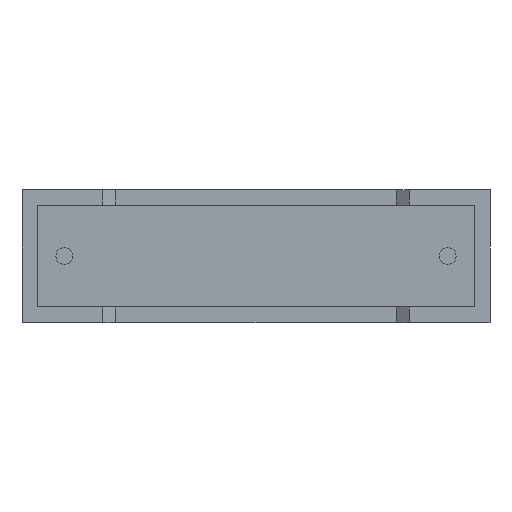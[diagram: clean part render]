
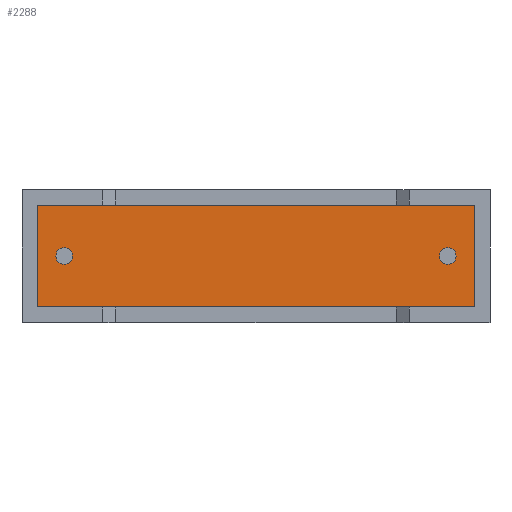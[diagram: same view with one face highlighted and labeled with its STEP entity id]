
A CAD part, front view. The second image highlights one B-rep face of the part: STEP entity #2288.
In plain terms, the highlighted planar face has unit normal (0, -1, 0).
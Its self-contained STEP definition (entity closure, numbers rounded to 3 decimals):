
#13 = CARTESIAN_POINT ( 'NONE',  ( 1.65, 0.75, 2.925 ) ) ;
#14 = CARTESIAN_POINT ( 'NONE',  ( 0., 0.75, 0. ) ) ;
#46 = EDGE_CURVE ( 'NONE', #1634, #1541, #1676, .T. ) ;
#278 = DIRECTION ( 'NONE',  ( 0., 0., -1. ) ) ;
#346 = EDGE_CURVE ( 'NONE', #983, #470, #1863, .T. ) ;
#430 = VECTOR ( 'NONE', #876, 1000. ) ;
#470 = VERTEX_POINT ( 'NONE', #471 ) ;
#471 = CARTESIAN_POINT ( 'NONE',  ( 1.65, 0.75, 2.275 ) ) ;
#544 = EDGE_CURVE ( 'NONE', #470, #983, #935, .T. ) ;
#567 = ORIENTED_EDGE ( 'NONE', *, *, #571, .T. ) ;
#571 = EDGE_CURVE ( 'NONE', #1541, #2781, #1808, .T. ) ;
#585 = EDGE_LOOP ( 'NONE', ( #567, #1185, #2905, #2482 ) ) ;
#603 = CARTESIAN_POINT ( 'NONE',  ( 16.65, 0.75, 2.275 ) ) ;
#677 = VECTOR ( 'NONE', #1913, 1000. ) ;
#794 = DIRECTION ( 'NONE',  ( 0., 0., 1. ) ) ;
#838 = CIRCLE ( 'NONE', #2562, 0.325 ) ;
#874 = DIRECTION ( 'NONE',  ( 0., 0., -1. ) ) ;
#876 = DIRECTION ( 'NONE',  ( 0., 0., -1. ) ) ;
#887 = EDGE_CURVE ( 'NONE', #2476, #2959, #2995, .T. ) ;
#927 = ORIENTED_EDGE ( 'NONE', *, *, #346, .F. ) ;
#932 = EDGE_LOOP ( 'NONE', ( #1887, #1105 ) ) ;
#935 = CIRCLE ( 'NONE', #1027, 0.325 ) ;
#956 = FACE_BOUND ( 'NONE', #932, .T. ) ;
#983 = VERTEX_POINT ( 'NONE', #13 ) ;
#1027 = AXIS2_PLACEMENT_3D ( 'NONE', #1121, #1356, #1110 ) ;
#1105 = ORIENTED_EDGE ( 'NONE', *, *, #2921, .F. ) ;
#1110 = DIRECTION ( 'NONE',  ( 0., 0., -1. ) ) ;
#1121 = CARTESIAN_POINT ( 'NONE',  ( 1.65, 0.75, 2.6 ) ) ;
#1185 = ORIENTED_EDGE ( 'NONE', *, *, #2658, .T. ) ;
#1256 = LINE ( 'NONE', #1720, #2906 ) ;
#1328 = AXIS2_PLACEMENT_3D ( 'NONE', #1792, #1587, #874 ) ;
#1356 = DIRECTION ( 'NONE',  ( 0., -1., 0. ) ) ;
#1360 = CARTESIAN_POINT ( 'NONE',  ( 1.65, 0.75, 2.6 ) ) ;
#1389 = VECTOR ( 'NONE', #794, 1000. ) ;
#1541 = VERTEX_POINT ( 'NONE', #3020 ) ;
#1569 = AXIS2_PLACEMENT_3D ( 'NONE', #1360, #1855, #2792 ) ;
#1572 = CARTESIAN_POINT ( 'NONE',  ( 0.61, 0.75, 4.59 ) ) ;
#1587 = DIRECTION ( 'NONE',  ( 0., -1., 0. ) ) ;
#1634 = VERTEX_POINT ( 'NONE', #1897 ) ;
#1639 = FACE_BOUND ( 'NONE', #3034, .T. ) ;
#1656 = VERTEX_POINT ( 'NONE', #1926 ) ;
#1676 = LINE ( 'NONE', #1705, #677 ) ;
#1705 = CARTESIAN_POINT ( 'NONE',  ( 17.69, 0.75, 4.59 ) ) ;
#1720 = CARTESIAN_POINT ( 'NONE',  ( 0.61, 0.75, 0.61 ) ) ;
#1738 = ORIENTED_EDGE ( 'NONE', *, *, #544, .F. ) ;
#1757 = CARTESIAN_POINT ( 'NONE',  ( 17.69, 0.75, 0.61 ) ) ;
#1792 = CARTESIAN_POINT ( 'NONE',  ( 16.65, 0.75, 2.6 ) ) ;
#1808 = LINE ( 'NONE', #1572, #430 ) ;
#1855 = DIRECTION ( 'NONE',  ( 0., -1., 0. ) ) ;
#1863 = CIRCLE ( 'NONE', #1569, 0.325 ) ;
#1887 = ORIENTED_EDGE ( 'NONE', *, *, #887, .F. ) ;
#1897 = CARTESIAN_POINT ( 'NONE',  ( 17.69, 0.75, 4.59 ) ) ;
#1904 = DIRECTION ( 'NONE',  ( 0., -1., 0. ) ) ;
#1907 = CARTESIAN_POINT ( 'NONE',  ( 0.61, 0.75, 0.61 ) ) ;
#1913 = DIRECTION ( 'NONE',  ( -1., 0., 0. ) ) ;
#1926 = CARTESIAN_POINT ( 'NONE',  ( 17.69, 0.75, 0.61 ) ) ;
#1965 = LINE ( 'NONE', #1757, #1389 ) ;
#2074 = EDGE_CURVE ( 'NONE', #1656, #1634, #1965, .T. ) ;
#2139 = PLANE ( 'NONE',  #2312 ) ;
#2288 = ADVANCED_FACE ( 'NONE', ( #956, #2329, #1639 ), #2139, .T. ) ;
#2312 = AXIS2_PLACEMENT_3D ( 'NONE', #14, #1904, #2847 ) ;
#2329 = FACE_OUTER_BOUND ( 'NONE', #585, .T. ) ;
#2470 = CARTESIAN_POINT ( 'NONE',  ( 16.65, 0.75, 2.925 ) ) ;
#2476 = VERTEX_POINT ( 'NONE', #2470 ) ;
#2482 = ORIENTED_EDGE ( 'NONE', *, *, #46, .T. ) ;
#2562 = AXIS2_PLACEMENT_3D ( 'NONE', #2641, #2880, #278 ) ;
#2641 = CARTESIAN_POINT ( 'NONE',  ( 16.65, 0.75, 2.6 ) ) ;
#2658 = EDGE_CURVE ( 'NONE', #2781, #1656, #1256, .T. ) ;
#2661 = DIRECTION ( 'NONE',  ( 1., 0., 0. ) ) ;
#2781 = VERTEX_POINT ( 'NONE', #1907 ) ;
#2792 = DIRECTION ( 'NONE',  ( 0., 0., -1. ) ) ;
#2847 = DIRECTION ( 'NONE',  ( 0., 0., -1. ) ) ;
#2880 = DIRECTION ( 'NONE',  ( 0., -1., 0. ) ) ;
#2905 = ORIENTED_EDGE ( 'NONE', *, *, #2074, .T. ) ;
#2906 = VECTOR ( 'NONE', #2661, 1000. ) ;
#2921 = EDGE_CURVE ( 'NONE', #2959, #2476, #838, .T. ) ;
#2959 = VERTEX_POINT ( 'NONE', #603 ) ;
#2995 = CIRCLE ( 'NONE', #1328, 0.325 ) ;
#3020 = CARTESIAN_POINT ( 'NONE',  ( 0.61, 0.75, 4.59 ) ) ;
#3034 = EDGE_LOOP ( 'NONE', ( #927, #1738 ) ) ;
